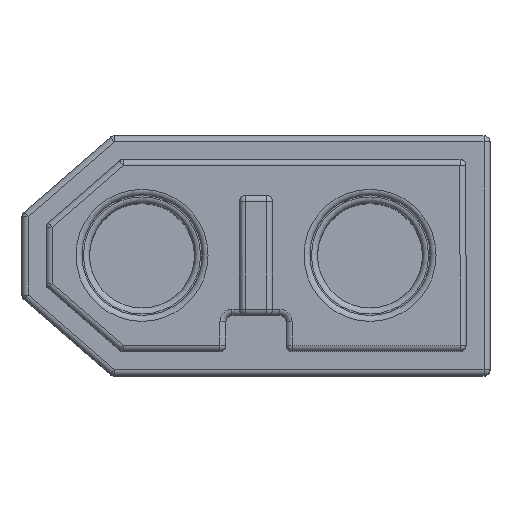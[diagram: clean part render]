
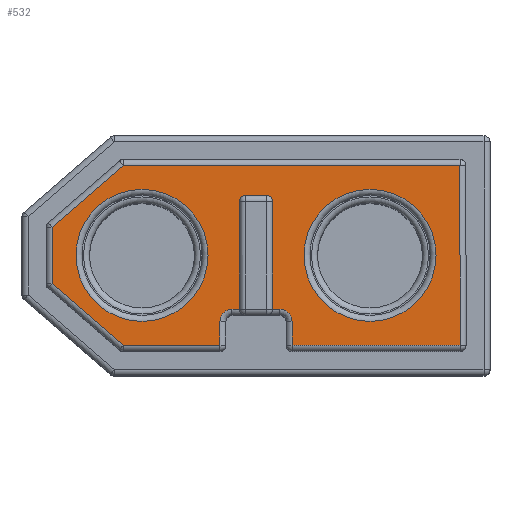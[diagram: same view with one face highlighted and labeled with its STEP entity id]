
A CAD part, top view. The second image highlights one B-rep face of the part: STEP entity #532.
In plain terms, the highlighted planar face has unit normal (0, 0, 1).
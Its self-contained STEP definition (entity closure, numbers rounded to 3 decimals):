
#84=CARTESIAN_POINT('',(-0.55,-1.8,15.8));
#85=VERTEX_POINT('',#84);
#189=CARTESIAN_POINT('',(0.55,-1.8,15.8));
#190=VERTEX_POINT('',#189);
#238=CARTESIAN_POINT('',(-0.55,1.8,15.8));
#239=VERTEX_POINT('',#238);
#246=CARTESIAN_POINT('',(-0.55,-1.8,15.8));
#247=DIRECTION('',(0.0,1.0,0.0));
#248=VECTOR('',#247,3.6);
#249=LINE('',#246,#248);
#250=EDGE_CURVE('',#85,#239,#249,.T.);
#335=CARTESIAN_POINT('',(0.55,1.8,15.8));
#336=VERTEX_POINT('',#335);
#337=CARTESIAN_POINT('',(0.55,1.8,15.8));
#338=DIRECTION('',(0.0,-1.0,0.0));
#339=VECTOR('',#338,3.6);
#340=LINE('',#337,#339);
#341=EDGE_CURVE('',#336,#190,#340,.T.);
#369=CARTESIAN_POINT('',(6.0,0.,15.8));
#370=VERTEX_POINT('',#369);
#371=CARTESIAN_POINT('',(3.8,0.0,15.8));
#372=DIRECTION('',(0.0,0.0,1.0));
#373=DIRECTION('',(-1.0,0.0,0.0));
#374=AXIS2_PLACEMENT_3D('',#371,#372,#373);
#375=CIRCLE('',#374,2.2);
#376=EDGE_CURVE('',#370,#370,#375,.T.);
#381=CARTESIAN_POINT('',(0.552,0.,15.8));
#382=DIRECTION('',(0.0,0.0,1.0));
#383=DIRECTION('',(1.0,0.0,0.0));
#384=AXIS2_PLACEMENT_3D('',#381,#382,#383);
#385=PLANE('',#384);
#386=CARTESIAN_POINT('',(0.8,-1.8,15.8));
#387=VERTEX_POINT('',#386);
#388=CARTESIAN_POINT('',(0.8,-1.8,15.8));
#389=DIRECTION('',(-1.0,0.0,0.0));
#390=VECTOR('',#389,0.25);
#391=LINE('',#388,#390);
#392=EDGE_CURVE('',#387,#190,#391,.T.);
#393=ORIENTED_EDGE('',*,*,#392,.F.);
#394=CARTESIAN_POINT('',(1.2,-2.2,15.8));
#395=VERTEX_POINT('',#394);
#396=CARTESIAN_POINT('',(0.8,-2.2,15.8));
#397=DIRECTION('',(0.0,0.0,1.0));
#398=DIRECTION('',(0.707,0.707,0.0));
#399=AXIS2_PLACEMENT_3D('',#396,#397,#398);
#400=CIRCLE('',#399,0.4);
#401=EDGE_CURVE('',#395,#387,#400,.T.);
#402=ORIENTED_EDGE('',*,*,#401,.F.);
#403=CARTESIAN_POINT('',(1.2,-3.,15.8));
#404=VERTEX_POINT('',#403);
#405=CARTESIAN_POINT('',(1.2,-3.,15.8));
#406=DIRECTION('',(0.0,1.0,0.0));
#407=VECTOR('',#406,0.8);
#408=LINE('',#405,#407);
#409=EDGE_CURVE('',#404,#395,#408,.T.);
#410=ORIENTED_EDGE('',*,*,#409,.F.);
#411=CARTESIAN_POINT('',(6.8,-3.,15.8));
#412=VERTEX_POINT('',#411);
#413=CARTESIAN_POINT('',(6.8,-3.,15.8));
#414=DIRECTION('',(-1.0,0.0,0.0));
#415=VECTOR('',#414,5.6);
#416=LINE('',#413,#415);
#417=EDGE_CURVE('',#412,#404,#416,.T.);
#418=ORIENTED_EDGE('',*,*,#417,.F.);
#419=CARTESIAN_POINT('',(6.8,3.,15.8));
#420=VERTEX_POINT('',#419);
#421=CARTESIAN_POINT('',(6.8,3.0,15.8));
#422=DIRECTION('',(0.0,-1.0,0.0));
#423=VECTOR('',#422,6.);
#424=LINE('',#421,#423);
#425=EDGE_CURVE('',#420,#412,#424,.T.);
#426=ORIENTED_EDGE('',*,*,#425,.F.);
#427=CARTESIAN_POINT('',(-4.427,3.,15.8));
#428=VERTEX_POINT('',#427);
#429=CARTESIAN_POINT('',(-4.427,3.,15.8));
#430=DIRECTION('',(1.0,0.0,0.0));
#431=VECTOR('',#430,11.227);
#432=LINE('',#429,#431);
#433=EDGE_CURVE('',#428,#420,#432,.T.);
#434=ORIENTED_EDGE('',*,*,#433,.F.);
#435=CARTESIAN_POINT('',(-6.8,0.943,15.8));
#436=VERTEX_POINT('',#435);
#437=CARTESIAN_POINT('',(-6.8,0.943,15.8));
#438=DIRECTION('',(0.756,0.655,0.0));
#439=VECTOR('',#438,3.14);
#440=LINE('',#437,#439);
#441=EDGE_CURVE('',#436,#428,#440,.T.);
#442=ORIENTED_EDGE('',*,*,#441,.F.);
#443=CARTESIAN_POINT('',(-6.8,-0.943,15.8));
#444=VERTEX_POINT('',#443);
#445=CARTESIAN_POINT('',(-6.8,-0.943,15.8));
#446=DIRECTION('',(0.0,1.0,0.0));
#447=VECTOR('',#446,1.887);
#448=LINE('',#445,#447);
#449=EDGE_CURVE('',#444,#436,#448,.T.);
#450=ORIENTED_EDGE('',*,*,#449,.F.);
#451=CARTESIAN_POINT('',(-4.427,-3.0,15.8));
#452=VERTEX_POINT('',#451);
#453=CARTESIAN_POINT('',(-4.427,-3.0,15.8));
#454=DIRECTION('',(-0.756,0.655,0.0));
#455=VECTOR('',#454,3.14);
#456=LINE('',#453,#455);
#457=EDGE_CURVE('',#452,#444,#456,.T.);
#458=ORIENTED_EDGE('',*,*,#457,.F.);
#459=CARTESIAN_POINT('',(-1.2,-3.,15.8));
#460=VERTEX_POINT('',#459);
#461=CARTESIAN_POINT('',(-1.2,-3.,15.8));
#462=DIRECTION('',(-1.0,0.0,0.0));
#463=VECTOR('',#462,3.227);
#464=LINE('',#461,#463);
#465=EDGE_CURVE('',#460,#452,#464,.T.);
#466=ORIENTED_EDGE('',*,*,#465,.F.);
#467=CARTESIAN_POINT('',(-1.2,-2.2,15.8));
#468=VERTEX_POINT('',#467);
#469=CARTESIAN_POINT('',(-1.2,-2.2,15.8));
#470=DIRECTION('',(0.0,-1.0,0.0));
#471=VECTOR('',#470,0.8);
#472=LINE('',#469,#471);
#473=EDGE_CURVE('',#468,#460,#472,.T.);
#474=ORIENTED_EDGE('',*,*,#473,.F.);
#475=CARTESIAN_POINT('',(-0.8,-1.8,15.8));
#476=VERTEX_POINT('',#475);
#477=CARTESIAN_POINT('',(-0.8,-2.2,15.8));
#478=DIRECTION('',(0.0,0.0,1.0));
#479=DIRECTION('',(-0.707,0.707,0.0));
#480=AXIS2_PLACEMENT_3D('',#477,#478,#479);
#481=CIRCLE('',#480,0.4);
#482=EDGE_CURVE('',#476,#468,#481,.T.);
#483=ORIENTED_EDGE('',*,*,#482,.F.);
#484=CARTESIAN_POINT('',(-0.55,-1.8,15.8));
#485=DIRECTION('',(-1.0,0.0,0.0));
#486=VECTOR('',#485,0.25);
#487=LINE('',#484,#486);
#488=EDGE_CURVE('',#85,#476,#487,.T.);
#489=ORIENTED_EDGE('',*,*,#488,.F.);
#490=ORIENTED_EDGE('',*,*,#250,.T.);
#491=CARTESIAN_POINT('',(-0.35,2.0,15.8));
#492=VERTEX_POINT('',#491);
#493=CARTESIAN_POINT('',(-0.35,1.8,15.8));
#494=DIRECTION('',(0.0,0.0,-1.0));
#495=DIRECTION('',(-0.707,0.707,0.0));
#496=AXIS2_PLACEMENT_3D('',#493,#494,#495);
#497=CIRCLE('',#496,0.2);
#498=EDGE_CURVE('',#492,#239,#497,.F.);
#499=ORIENTED_EDGE('',*,*,#498,.F.);
#500=CARTESIAN_POINT('',(0.35,2.0,15.8));
#501=VERTEX_POINT('',#500);
#502=CARTESIAN_POINT('',(-0.35,2.0,15.8));
#503=DIRECTION('',(1.0,0.0,0.0));
#504=VECTOR('',#503,0.7);
#505=LINE('',#502,#504);
#506=EDGE_CURVE('',#492,#501,#505,.T.);
#507=ORIENTED_EDGE('',*,*,#506,.T.);
#508=CARTESIAN_POINT('',(0.35,1.8,15.8));
#509=DIRECTION('',(0.0,0.0,-1.0));
#510=DIRECTION('',(0.707,0.707,0.0));
#511=AXIS2_PLACEMENT_3D('',#508,#509,#510);
#512=CIRCLE('',#511,0.2);
#513=EDGE_CURVE('',#336,#501,#512,.F.);
#514=ORIENTED_EDGE('',*,*,#513,.F.);
#515=ORIENTED_EDGE('',*,*,#341,.T.);
#516=EDGE_LOOP('',(#393,#402,#410,#418,#426,#434,#442,#450,#458,#466,#474,#483,#489,#490,#499,#507,#514,#515));
#517=FACE_OUTER_BOUND('',#516,.T.);
#518=CARTESIAN_POINT('',(-1.6,0.,15.8));
#519=VERTEX_POINT('',#518);
#520=CARTESIAN_POINT('',(-3.8,0.0,15.8));
#521=DIRECTION('',(0.0,0.0,1.0));
#522=DIRECTION('',(-1.0,0.0,0.0));
#523=AXIS2_PLACEMENT_3D('',#520,#521,#522);
#524=CIRCLE('',#523,2.2);
#525=EDGE_CURVE('',#519,#519,#524,.T.);
#526=ORIENTED_EDGE('',*,*,#525,.F.);
#527=EDGE_LOOP('',(#526));
#528=FACE_BOUND('',#527,.T.);
#529=ORIENTED_EDGE('',*,*,#376,.F.);
#530=EDGE_LOOP('',(#529));
#531=FACE_BOUND('',#530,.T.);
#532=ADVANCED_FACE('',(#517,#528,#531),#385,.T.);
